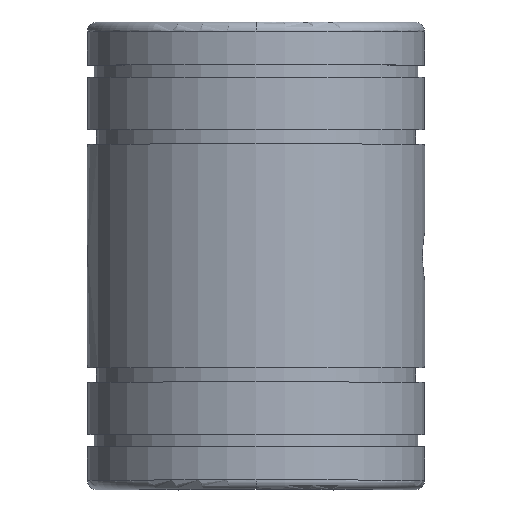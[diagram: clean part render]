
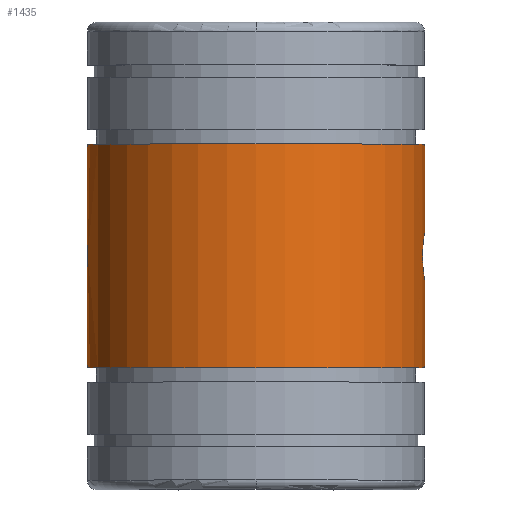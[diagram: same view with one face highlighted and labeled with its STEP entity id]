
A CAD part, top view. The second image highlights one B-rep face of the part: STEP entity #1435.
In plain terms, the highlighted cylindrical face has radius 44.966 mm (diameter 89.931 mm), a partial arc.
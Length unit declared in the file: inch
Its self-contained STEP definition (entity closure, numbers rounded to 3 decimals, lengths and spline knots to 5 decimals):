
#1264=CARTESIAN_POINT('',(-1.7703,0.68091,0.));
#1265=VERTEX_POINT('',#1264);
#1266=CARTESIAN_POINT('',(-1.7703,1.73571,0.));
#1267=VERTEX_POINT('',#1266);
#1268=CARTESIAN_POINT('',(-1.7703,0.68091,0.));
#1269=DIRECTION('',(0.0,1.0,0.0));
#1270=VECTOR('',#1269,1.0548);
#1271=LINE('',#1268,#1270);
#1272=EDGE_CURVE('',#1265,#1267,#1271,.T.);
#1274=CARTESIAN_POINT('',(-1.7703,1.97371,0.));
#1275=VERTEX_POINT('',#1274);
#1297=CARTESIAN_POINT('',(-1.7703,3.02851,0.));
#1298=VERTEX_POINT('',#1297);
#1299=CARTESIAN_POINT('',(-1.7703,1.97371,0.));
#1300=DIRECTION('',(0.0,1.0,0.0));
#1301=VECTOR('',#1300,1.0548);
#1302=LINE('',#1299,#1301);
#1303=EDGE_CURVE('',#1275,#1298,#1302,.T.);
#1332=CARTESIAN_POINT('',(0.0,1.85471,0.0));
#1333=DIRECTION('',(0.0,-1.0,0.0));
#1334=DIRECTION('',(1.0,0.0,0.0));
#1335=AXIS2_PLACEMENT_3D('',#1332,#1333,#1334);
#1336=CYLINDRICAL_SURFACE('',#1335,1.7703);
#1337=CARTESIAN_POINT('',(1.7703,3.02851,0.));
#1338=VERTEX_POINT('',#1337);
#1339=CARTESIAN_POINT('',(1.7703,2.10368,0.));
#1340=VERTEX_POINT('',#1339);
#1341=CARTESIAN_POINT('',(1.7703,3.02851,0.));
#1342=DIRECTION('',(0.0,-1.0,0.0));
#1343=VECTOR('',#1342,0.92483);
#1344=LINE('',#1341,#1343);
#1345=EDGE_CURVE('',#1338,#1340,#1344,.T.);
#1346=ORIENTED_EDGE('',*,*,#1345,.F.);
#1347=CARTESIAN_POINT('',(0.0,3.02851,0.0));
#1348=DIRECTION('',(0.0,-1.0,0.0));
#1349=DIRECTION('',(1.0,0.0,0.0));
#1350=AXIS2_PLACEMENT_3D('',#1347,#1348,#1349);
#1351=CIRCLE('',#1350,1.7703);
#1352=EDGE_CURVE('',#1338,#1298,#1351,.T.);
#1353=ORIENTED_EDGE('',*,*,#1352,.T.);
#1354=ORIENTED_EDGE('',*,*,#1303,.F.);
#1355=CARTESIAN_POINT('',(-1.7663,1.85471,0.119));
#1356=VERTEX_POINT('',#1355);
#1357=CARTESIAN_POINT('',(-1.7703,1.97371,0.));
#1358=CARTESIAN_POINT('',(-1.7703,1.97371,0.01495));
#1359=CARTESIAN_POINT('',(-1.77009,1.97072,0.03089));
#1360=CARTESIAN_POINT('',(-1.76934,1.95857,0.0602));
#1361=CARTESIAN_POINT('',(-1.7688,1.94942,0.07358));
#1362=CARTESIAN_POINT('',(-1.7678,1.92829,0.09471));
#1363=CARTESIAN_POINT('',(-1.76726,1.91491,0.10387));
#1364=CARTESIAN_POINT('',(-1.76651,1.88559,0.11601));
#1365=CARTESIAN_POINT('',(-1.7663,1.86965,0.119));
#1366=CARTESIAN_POINT('',(-1.7663,1.85471,0.119));
#1367=B_SPLINE_CURVE_WITH_KNOTS('',3,(#1357,#1358,#1359,#1360,#1361,#1362,#1363,#1364,#1365,#1366),.UNSPECIFIED.,.F.,.U.,(4,2,2,2,4),(1.36673,1.48062,1.59452,1.70841,1.82231),.UNSPECIFIED.);
#1368=EDGE_CURVE('',#1275,#1356,#1367,.T.);
#1369=ORIENTED_EDGE('',*,*,#1368,.T.);
#1370=CARTESIAN_POINT('',(-1.7663,1.85471,0.119));
#1371=CARTESIAN_POINT('',(-1.7663,1.83976,0.119));
#1372=CARTESIAN_POINT('',(-1.76651,1.82382,0.11601));
#1373=CARTESIAN_POINT('',(-1.76726,1.7945,0.10387));
#1374=CARTESIAN_POINT('',(-1.7678,1.78112,0.09471));
#1375=CARTESIAN_POINT('',(-1.7688,1.76,0.07358));
#1376=CARTESIAN_POINT('',(-1.76934,1.75084,0.0602));
#1377=CARTESIAN_POINT('',(-1.77009,1.7387,0.03089));
#1378=CARTESIAN_POINT('',(-1.7703,1.73571,0.01495));
#1379=CARTESIAN_POINT('',(-1.7703,1.73571,0.));
#1380=B_SPLINE_CURVE_WITH_KNOTS('',3,(#1370,#1371,#1372,#1373,#1374,#1375,#1376,#1377,#1378,#1379),.UNSPECIFIED.,.F.,.U.,(4,2,2,2,4),(0.0,0.11389,0.22779,0.34168,0.45558),.UNSPECIFIED.);
#1381=EDGE_CURVE('',#1356,#1267,#1380,.T.);
#1382=ORIENTED_EDGE('',*,*,#1381,.T.);
#1383=ORIENTED_EDGE('',*,*,#1272,.F.);
#1384=CARTESIAN_POINT('',(1.7703,0.68091,0.));
#1385=VERTEX_POINT('',#1384);
#1386=CARTESIAN_POINT('',(0.0,0.68091,0.0));
#1387=DIRECTION('',(0.0,-1.0,0.0));
#1388=DIRECTION('',(1.0,0.0,0.0));
#1389=AXIS2_PLACEMENT_3D('',#1386,#1387,#1388);
#1390=CIRCLE('',#1389,1.7703);
#1391=EDGE_CURVE('',#1385,#1265,#1390,.T.);
#1392=ORIENTED_EDGE('',*,*,#1391,.F.);
#1393=CARTESIAN_POINT('',(1.7703,1.60574,0.));
#1394=VERTEX_POINT('',#1393);
#1395=CARTESIAN_POINT('',(1.7703,1.60574,0.));
#1396=DIRECTION('',(0.0,-1.0,0.0));
#1397=VECTOR('',#1396,0.92483);
#1398=LINE('',#1395,#1397);
#1399=EDGE_CURVE('',#1394,#1385,#1398,.T.);
#1400=ORIENTED_EDGE('',*,*,#1399,.F.);
#1401=CARTESIAN_POINT('',(1.74829,1.85471,0.27828));
#1402=VERTEX_POINT('',#1401);
#1403=CARTESIAN_POINT('',(1.7703,1.60574,0.));
#1404=CARTESIAN_POINT('',(1.7703,1.60574,0.03641));
#1405=CARTESIAN_POINT('',(1.76916,1.61192,0.07287));
#1406=CARTESIAN_POINT('',(1.76531,1.63569,0.1355));
#1407=CARTESIAN_POINT('',(1.763,1.65053,0.16234));
#1408=CARTESIAN_POINT('',(1.75866,1.6835,0.20342));
#1409=CARTESIAN_POINT('',(1.75675,1.69971,0.21897));
#1410=CARTESIAN_POINT('',(1.75258,1.74214,0.25056));
#1411=CARTESIAN_POINT('',(1.75066,1.76984,0.26309));
#1412=CARTESIAN_POINT('',(1.74856,1.81806,0.27665));
#1413=CARTESIAN_POINT('',(1.74829,1.83608,0.27828));
#1414=CARTESIAN_POINT('',(1.74829,1.85471,0.27828));
#1415=B_SPLINE_CURVE_WITH_KNOTS('',3,(#1403,#1404,#1405,#1406,#1407,#1408,#1409,#1410,#1411,#1412,#1413,#1414),.UNSPECIFIED.,.F.,.U.,(4,2,2,2,2,4),(2.95011,3.19595,3.38034,3.51862,3.72605,3.93348),.UNSPECIFIED.);
#1416=EDGE_CURVE('',#1402,#1394,#1415,.F.);
#1417=ORIENTED_EDGE('',*,*,#1416,.F.);
#1418=CARTESIAN_POINT('',(1.74829,1.85471,0.27828));
#1419=CARTESIAN_POINT('',(1.74829,1.86574,0.27828));
#1420=CARTESIAN_POINT('',(1.74841,1.87649,0.27755));
#1421=CARTESIAN_POINT('',(1.74899,1.90045,0.27388));
#1422=CARTESIAN_POINT('',(1.74947,1.9142,0.2708));
#1423=CARTESIAN_POINT('',(1.75188,1.95933,0.25497));
#1424=CARTESIAN_POINT('',(1.75475,1.99215,0.23577));
#1425=CARTESIAN_POINT('',(1.76132,2.04804,0.18026));
#1426=CARTESIAN_POINT('',(1.76476,2.07033,0.14445));
#1427=CARTESIAN_POINT('',(1.76916,2.0975,0.07287));
#1428=CARTESIAN_POINT('',(1.7703,2.10368,0.03641));
#1429=CARTESIAN_POINT('',(1.7703,2.10368,0.));
#1430=B_SPLINE_CURVE_WITH_KNOTS('',3,(#1418,#1419,#1420,#1421,#1422,#1423,#1424,#1425,#1426,#1427,#1428,#1429),.UNSPECIFIED.,.F.,.U.,(4,2,2,2,2,4),(0.0,0.12292,0.24584,0.49169,0.73753,0.98337),.UNSPECIFIED.);
#1431=EDGE_CURVE('',#1340,#1402,#1430,.F.);
#1432=ORIENTED_EDGE('',*,*,#1431,.F.);
#1433=EDGE_LOOP('',(#1346,#1353,#1354,#1369,#1382,#1383,#1392,#1400,#1417,#1432));
#1434=FACE_OUTER_BOUND('',#1433,.T.);
#1435=ADVANCED_FACE('',(#1434),#1336,.T.);
